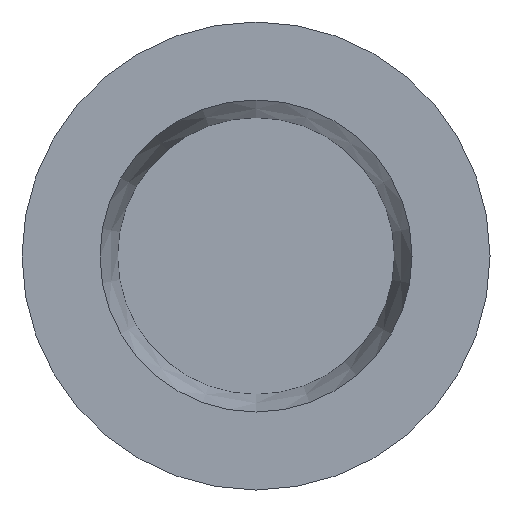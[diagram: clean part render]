
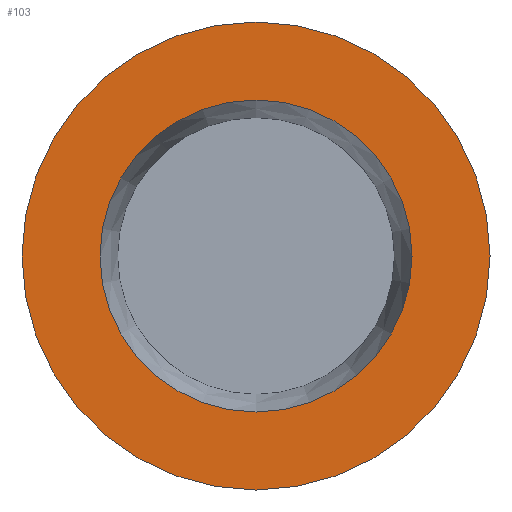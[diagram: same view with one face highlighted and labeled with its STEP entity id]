
A CAD part, front view. The second image highlights one B-rep face of the part: STEP entity #103.
In plain terms, the highlighted planar face has unit normal (0, -1, 0).
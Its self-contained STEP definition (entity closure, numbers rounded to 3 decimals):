
#103=ADVANCED_FACE('',(#182,#184),#186,.T.);
#182=FACE_BOUND('',#183,.T.);
#183=EDGE_LOOP('',(#230,#231));
#184=FACE_BOUND('',#185,.T.);
#185=EDGE_LOOP('',(#232,#233));
#186=PLANE('',#187);
#187=AXIS2_PLACEMENT_3D('',#188,#189,#190);
#188=CARTESIAN_POINT('',(0.,-0.7,0.));
#189=DIRECTION('',(0.,-1.,0.));
#190=DIRECTION('',(0.,0.,-1.));
#230=ORIENTED_EDGE('',*,*,#250,.T.);
#231=ORIENTED_EDGE('',*,*,#249,.T.);
#232=ORIENTED_EDGE('',*,*,#251,.F.);
#233=ORIENTED_EDGE('',*,*,#252,.F.);
#249=EDGE_CURVE('',#269,#270,#271,.T.);
#250=EDGE_CURVE('',#270,#269,#272,.T.);
#251=EDGE_CURVE('',#273,#274,#275,.T.);
#252=EDGE_CURVE('',#274,#273,#276,.T.);
#269=VERTEX_POINT('',#316);
#270=VERTEX_POINT('',#317);
#271=CIRCLE('',#318,6.75);
#272=CIRCLE('',#322,6.75);
#273=VERTEX_POINT('',#326);
#274=VERTEX_POINT('',#327);
#275=CIRCLE('',#328,4.5);
#276=CIRCLE('',#332,4.5);
#316=CARTESIAN_POINT('',(0.,-0.7,-6.75));
#317=CARTESIAN_POINT('',(0.,-0.7,6.75));
#318=AXIS2_PLACEMENT_3D('',#319,#320,#321);
#319=CARTESIAN_POINT('',(0.,-0.7,0.));
#320=DIRECTION('',(0.,-1.,0.));
#321=DIRECTION('',(0.,0.,-1.));
#322=AXIS2_PLACEMENT_3D('',#323,#324,#325);
#323=CARTESIAN_POINT('',(0.,-0.7,0.));
#324=DIRECTION('',(0.,-1.,0.));
#325=DIRECTION('',(0.,0.,1.));
#326=CARTESIAN_POINT('',(0.,-0.7,-4.5));
#327=CARTESIAN_POINT('',(0.,-0.7,4.5));
#328=AXIS2_PLACEMENT_3D('',#329,#330,#331);
#329=CARTESIAN_POINT('',(0.,-0.7,0.));
#330=DIRECTION('',(0.,-1.,0.));
#331=DIRECTION('',(0.,0.,-1.));
#332=AXIS2_PLACEMENT_3D('',#333,#334,#335);
#333=CARTESIAN_POINT('',(0.,-0.7,0.));
#334=DIRECTION('',(0.,-1.,0.));
#335=DIRECTION('',(0.,0.,1.));
